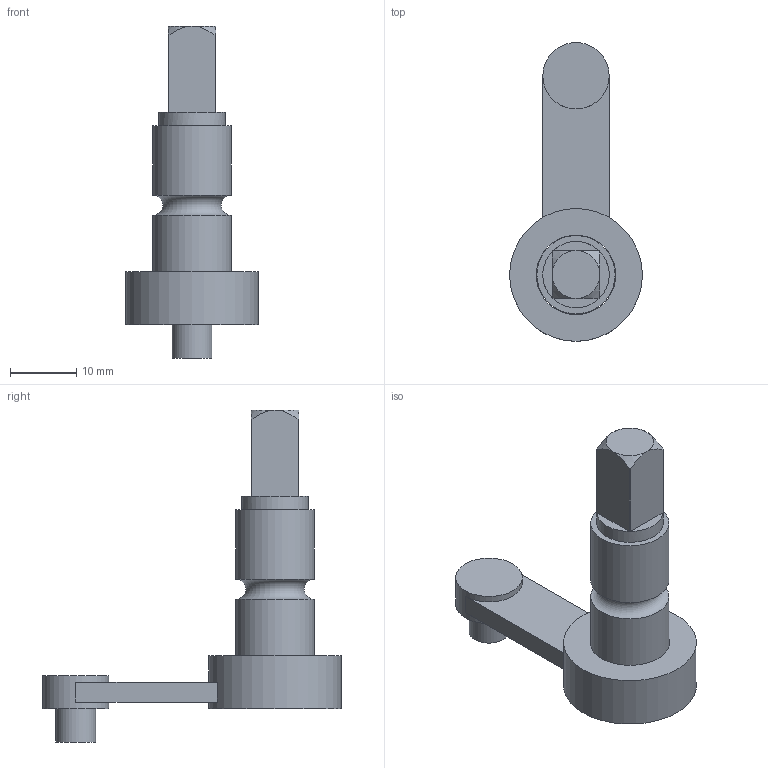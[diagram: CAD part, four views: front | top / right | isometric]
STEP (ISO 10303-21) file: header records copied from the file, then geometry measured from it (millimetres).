
FILE_DESCRIPTION(/* description */ (''),/* implementation_level */ '2;1');
FILE_NAME(/* name */ 'Crank1.stp',/* time_stamp */ '2021-09-25T10:00:11+07:00',/* author */ ('admin'),/* organization */ (''),/* preprocessor_version */ 'ST-DEVELOPER v16.5',/* originating_system */ 'Autodesk Inventor 2017',/* authorisation */ '');
FILE_SCHEMA (('AUTOMOTIVE_DESIGN { 1 0 10303 214 3 1 1 }'));
Length unit declared in the file: millimetre
Products named in the file (1): Crank
Bounding box: 20 x 45 x 50 mm (x, y, z)
Volume: 6627.2 mm3; surface area: 3783.5 mm2
Topology: 2 solids, 2 shells, 32 faces, 70 edges, 44 vertices
Faces by surface type: plane 20, cylinder 7, cone 4, torus 1
Full cylindrical faces by diameter (mm): 6 x1, 10 x2, 11.8 x2, 12 x1, 20 x1
Entity records: 827 total; most frequent: CARTESIAN_POINT 147, DIRECTION 144, ORIENTED_EDGE 114, AXIS2_PLACEMENT_3D 62, EDGE_CURVE 57, EDGE_LOOP 46, VERTEX_POINT 41, FACE_OUTER_BOUND 32
